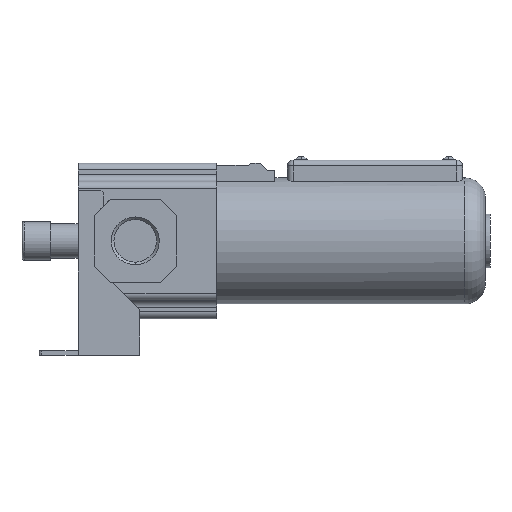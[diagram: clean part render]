
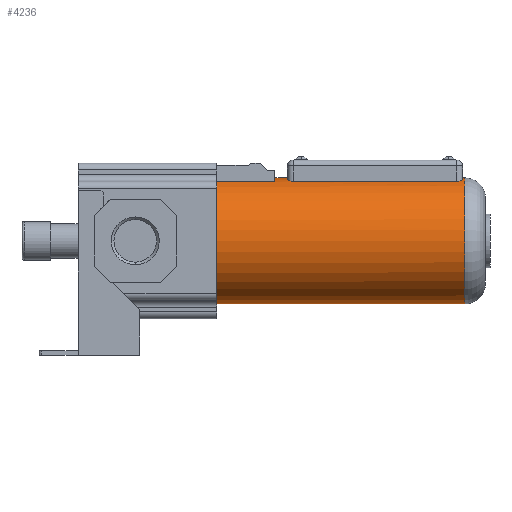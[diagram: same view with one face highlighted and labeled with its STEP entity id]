
A CAD part, left-side view. The second image highlights one B-rep face of the part: STEP entity #4236.
In plain terms, the highlighted cylindrical face has radius 27.55 mm (diameter 55.1 mm), a partial arc.
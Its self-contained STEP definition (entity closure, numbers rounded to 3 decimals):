
#134 = CARTESIAN_POINT ( 'NONE',  ( 0., -61., 27.55 ) ) ;
#140 = VECTOR ( 'NONE', #3385, 1000. ) ;
#161 = VERTEX_POINT ( 'NONE', #4016 ) ;
#247 = CARTESIAN_POINT ( 'NONE',  ( -7.296, -142.875, 26.567 ) ) ;
#259 = LINE ( 'NONE', #4223, #140 ) ;
#294 = EDGE_LOOP ( 'NONE', ( #814, #552, #1343, #1882, #4936, #1261, #4000, #2350, #3579, #1920, #4974, #4917 ) ) ;
#302 = DIRECTION ( 'NONE',  ( 0., 1., 0. ) ) ;
#320 = VERTEX_POINT ( 'NONE', #3727 ) ;
#360 = DIRECTION ( 'NONE',  ( 0., -1., 0. ) ) ;
#364 = DIRECTION ( 'NONE',  ( 0., 1., 0. ) ) ;
#429 = CARTESIAN_POINT ( 'NONE',  ( -6.5, -143., 26.772 ) ) ;
#463 = DIRECTION ( 'NONE',  ( 0., 0., -1. ) ) ;
#532 = CARTESIAN_POINT ( 'NONE',  ( -6.5, -66.5, 26.772 ) ) ;
#552 = ORIENTED_EDGE ( 'NONE', *, *, #1240, .F. ) ;
#554 = CARTESIAN_POINT ( 'NONE',  ( -6.825, -66.516, 26.692 ) ) ;
#581 = CARTESIAN_POINT ( 'NONE',  ( -8.369, -67.332, 26.248 ) ) ;
#599 = LINE ( 'NONE', #3886, #4845 ) ;
#604 = CARTESIAN_POINT ( 'NONE',  ( -8.983, -68.666, 26.044 ) ) ;
#628 = B_SPLINE_CURVE_WITH_KNOTS ( 'NONE', 3,
 ( #3445, #1045, #604, #2953, #4633, #3760, #1813, #4182, #581, #5054, #1424, #1787, #4559, #554, #3811, #532 ),
 .UNSPECIFIED., .F., .F.,
 ( 4, 2, 2, 2, 2, 2, 2, 4 ),
 ( 0., 0., 0.001, 0.001, 0.002, 0.003, 0.003, 0.004 ),
 .UNSPECIFIED. ) ;
#639 = CARTESIAN_POINT ( 'NONE',  ( -7.14, -142.922, 26.609 ) ) ;
#667 = AXIS2_PLACEMENT_3D ( 'NONE', #1335, #4935, #2965 ) ;
#808 = DIRECTION ( 'NONE',  ( 0., 0., 1. ) ) ;
#814 = ORIENTED_EDGE ( 'NONE', *, *, #1257, .F. ) ;
#1045 = CARTESIAN_POINT ( 'NONE',  ( -9., -68.832, 26.038 ) ) ;
#1059 = CARTESIAN_POINT ( 'NONE',  ( -7.739, -142.678, 26.441 ) ) ;
#1091 = CARTESIAN_POINT ( 'NONE',  ( -8.008, -142.5, 26.361 ) ) ;
#1123 = CARTESIAN_POINT ( 'NONE',  ( 0., -35.5, 0. ) ) ;
#1129 = VERTEX_POINT ( 'NONE', #1807 ) ;
#1146 = EDGE_CURVE ( 'NONE', #1129, #4686, #259, .T. ) ;
#1158 = EDGE_CURVE ( 'NONE', #4457, #4052, #599, .T. ) ;
#1240 = EDGE_CURVE ( 'NONE', #320, #4677, #4834, .T. ) ;
#1257 = EDGE_CURVE ( 'NONE', #4677, #4052, #3989, .T. ) ;
#1261 = ORIENTED_EDGE ( 'NONE', *, *, #1146, .T. ) ;
#1313 = VECTOR ( 'NONE', #360, 1000. ) ;
#1335 = CARTESIAN_POINT ( 'NONE',  ( 0., -155., 0. ) ) ;
#1343 = ORIENTED_EDGE ( 'NONE', *, *, #2924, .F. ) ;
#1424 = CARTESIAN_POINT ( 'NONE',  ( -7.746, -66.809, 26.44 ) ) ;
#1512 = CARTESIAN_POINT ( 'NONE',  ( -8.137, -142.397, 26.321 ) ) ;
#1637 = EDGE_CURVE ( 'NONE', #3730, #4948, #3147, .T. ) ;
#1647 = VECTOR ( 'NONE', #5090, 1000. ) ;
#1705 = EDGE_CURVE ( 'NONE', #161, #2058, #4751, .T. ) ;
#1787 = CARTESIAN_POINT ( 'NONE',  ( -7.299, -66.626, 26.566 ) ) ;
#1790 = DIRECTION ( 'NONE',  ( 0., -1., 0. ) ) ;
#1807 = CARTESIAN_POINT ( 'NONE',  ( 0., -144., 27.55 ) ) ;
#1813 = CARTESIAN_POINT ( 'NONE',  ( -8.66, -67.731, 26.154 ) ) ;
#1862 = CARTESIAN_POINT ( 'NONE',  ( 0., -143., 27.55 ) ) ;
#1876 = CARTESIAN_POINT ( 'NONE',  ( -8.931, -141.171, 26.063 ) ) ;
#1882 = ORIENTED_EDGE ( 'NONE', *, *, #1637, .F. ) ;
#1909 = CARTESIAN_POINT ( 'NONE',  ( 0., -144., -27.55 ) ) ;
#1920 = ORIENTED_EDGE ( 'NONE', *, *, #4018, .T. ) ;
#1993 = CARTESIAN_POINT ( 'NONE',  ( 0., -61., 0. ) ) ;
#2058 = VERTEX_POINT ( 'NONE', #4991 ) ;
#2275 = CARTESIAN_POINT ( 'NONE',  ( -8.738, -141.626, 26.128 ) ) ;
#2289 = VERTEX_POINT ( 'NONE', #4012 ) ;
#2317 = EDGE_CURVE ( 'NONE', #1129, #3730, #2843, .T. ) ;
#2332 = CARTESIAN_POINT ( 'NONE',  ( -6.664, -143., 26.732 ) ) ;
#2348 = CIRCLE ( 'NONE', #4190, 27.55 ) ;
#2350 = ORIENTED_EDGE ( 'NONE', *, *, #2613, .T. ) ;
#2421 = AXIS2_PLACEMENT_3D ( 'NONE', #3177, #2444, #463 ) ;
#2444 = DIRECTION ( 'NONE',  ( 0., -1., 0. ) ) ;
#2468 = CYLINDRICAL_SURFACE ( 'NONE', #667, 27.55 ) ;
#2511 = CIRCLE ( 'NONE', #4355, 27.55 ) ;
#2591 = CARTESIAN_POINT ( 'NONE',  ( 0., -35.5, -27.55 ) ) ;
#2613 = EDGE_CURVE ( 'NONE', #3556, #2058, #4724, .T. ) ;
#2664 = CARTESIAN_POINT ( 'NONE',  ( 0., -66.5, 0. ) ) ;
#2669 = CARTESIAN_POINT ( 'NONE',  ( -8.473, -142.044, 26.215 ) ) ;
#2703 = CARTESIAN_POINT ( 'NONE',  ( -6.5, -143., 26.772 ) ) ;
#2843 = CIRCLE ( 'NONE', #2421, 27.55 ) ;
#2903 = AXIS2_PLACEMENT_3D ( 'NONE', #1993, #4409, #3134 ) ;
#2924 = EDGE_CURVE ( 'NONE', #4948, #320, #4528, .T. ) ;
#2953 = CARTESIAN_POINT ( 'NONE',  ( -8.917, -68.341, 26.067 ) ) ;
#2965 = DIRECTION ( 'NONE',  ( 1., 0., 0. ) ) ;
#3073 = DIRECTION ( 'NONE',  ( 0., 1., 0. ) ) ;
#3122 = CARTESIAN_POINT ( 'NONE',  ( -9., -140.5, 26.038 ) ) ;
#3134 = DIRECTION ( 'NONE',  ( 0., 0., 1. ) ) ;
#3147 = LINE ( 'NONE', #1909, #1647 ) ;
#3177 = CARTESIAN_POINT ( 'NONE',  ( 0., -144., 0. ) ) ;
#3278 = DIRECTION ( 'NONE',  ( 0., 0., 1. ) ) ;
#3385 = DIRECTION ( 'NONE',  ( 0., 1., 0. ) ) ;
#3392 = DIRECTION ( 'NONE',  ( 0., 0., -1. ) ) ;
#3445 = CARTESIAN_POINT ( 'NONE',  ( -9., -69., 26.038 ) ) ;
#3451 = CARTESIAN_POINT ( 'NONE',  ( -7.596, -142.753, 26.483 ) ) ;
#3459 = EDGE_CURVE ( 'NONE', #3556, #4686, #2511, .T. ) ;
#3479 = CARTESIAN_POINT ( 'NONE',  ( -9., -140.837, 26.038 ) ) ;
#3556 = VERTEX_POINT ( 'NONE', #429 ) ;
#3579 = ORIENTED_EDGE ( 'NONE', *, *, #1705, .F. ) ;
#3597 = AXIS2_PLACEMENT_3D ( 'NONE', #1123, #364, #808 ) ;
#3632 = EDGE_CURVE ( 'NONE', #4457, #2289, #2348, .T. ) ;
#3727 = CARTESIAN_POINT ( 'NONE',  ( -9.75, -35.5, 25.767 ) ) ;
#3730 = VERTEX_POINT ( 'NONE', #5139 ) ;
#3760 = CARTESIAN_POINT ( 'NONE',  ( -8.739, -67.875, 26.127 ) ) ;
#3811 = CARTESIAN_POINT ( 'NONE',  ( -6.664, -66.5, 26.733 ) ) ;
#3875 = CARTESIAN_POINT ( 'NONE',  ( -8.369, -142.169, 26.248 ) ) ;
#3886 = CARTESIAN_POINT ( 'NONE',  ( 0., -66.5, 27.55 ) ) ;
#3899 = CARTESIAN_POINT ( 'NONE',  ( -8.658, -141.773, 26.154 ) ) ;
#3900 = CARTESIAN_POINT ( 'NONE',  ( 0., -143., 0. ) ) ;
#3960 = CARTESIAN_POINT ( 'NONE',  ( -9., -155., 26.038 ) ) ;
#3989 = CIRCLE ( 'NONE', #2903, 27.55 ) ;
#4000 = ORIENTED_EDGE ( 'NONE', *, *, #3459, .F. ) ;
#4012 = CARTESIAN_POINT ( 'NONE',  ( -6.5, -66.5, 26.772 ) ) ;
#4016 = CARTESIAN_POINT ( 'NONE',  ( -9., -69., 26.038 ) ) ;
#4018 = EDGE_CURVE ( 'NONE', #161, #2289, #628, .T. ) ;
#4052 = VERTEX_POINT ( 'NONE', #134 ) ;
#4159 = VECTOR ( 'NONE', #4783, 1000. ) ;
#4182 = CARTESIAN_POINT ( 'NONE',  ( -8.475, -67.459, 26.214 ) ) ;
#4190 = AXIS2_PLACEMENT_3D ( 'NONE', #2664, #1790, #3392 ) ;
#4223 = CARTESIAN_POINT ( 'NONE',  ( 0., -144., 27.55 ) ) ;
#4236 = ADVANCED_FACE ( 'NONE', ( #4909 ), #2468, .T. ) ;
#4240 = CARTESIAN_POINT ( 'NONE',  ( -6.824, -142.984, 26.692 ) ) ;
#4305 = CARTESIAN_POINT ( 'NONE',  ( -9.75, -61., 25.767 ) ) ;
#4351 = CARTESIAN_POINT ( 'NONE',  ( 0., -66.5, 27.55 ) ) ;
#4355 = AXIS2_PLACEMENT_3D ( 'NONE', #3900, #302, #3278 ) ;
#4409 = DIRECTION ( 'NONE',  ( 0., 1., 0. ) ) ;
#4457 = VERTEX_POINT ( 'NONE', #4351 ) ;
#4528 = CIRCLE ( 'NONE', #3597, 27.55 ) ;
#4559 = CARTESIAN_POINT ( 'NONE',  ( -7.143, -66.579, 26.609 ) ) ;
#4633 = CARTESIAN_POINT ( 'NONE',  ( -8.867, -68.18, 26.084 ) ) ;
#4677 = VERTEX_POINT ( 'NONE', #4305 ) ;
#4686 = VERTEX_POINT ( 'NONE', #1862 ) ;
#4724 = B_SPLINE_CURVE_WITH_KNOTS ( 'NONE', 3,
 ( #2703, #2332, #4240, #639, #247, #3451, #1059, #1091, #1512, #3875, #2669, #3899, #2275, #1876, #3479, #3122 ),
 .UNSPECIFIED., .F., .F.,
 ( 4, 2, 2, 2, 2, 2, 2, 4 ),
 ( 0., 0., 0.001, 0.001, 0.002, 0.002, 0.003, 0.004 ),
 .UNSPECIFIED. ) ;
#4751 = LINE ( 'NONE', #3960, #1313 ) ;
#4758 = CARTESIAN_POINT ( 'NONE',  ( -9.75, -155., 25.767 ) ) ;
#4783 = DIRECTION ( 'NONE',  ( 0., -1., 0. ) ) ;
#4834 = LINE ( 'NONE', #4758, #4159 ) ;
#4845 = VECTOR ( 'NONE', #3073, 1000. ) ;
#4909 = FACE_OUTER_BOUND ( 'NONE', #294, .T. ) ;
#4917 = ORIENTED_EDGE ( 'NONE', *, *, #1158, .T. ) ;
#4935 = DIRECTION ( 'NONE',  ( 0., 1., 0. ) ) ;
#4936 = ORIENTED_EDGE ( 'NONE', *, *, #2317, .F. ) ;
#4948 = VERTEX_POINT ( 'NONE', #2591 ) ;
#4974 = ORIENTED_EDGE ( 'NONE', *, *, #3632, .F. ) ;
#4991 = CARTESIAN_POINT ( 'NONE',  ( -9., -140.5, 26.038 ) ) ;
#5054 = CARTESIAN_POINT ( 'NONE',  ( -8.022, -66.991, 26.357 ) ) ;
#5090 = DIRECTION ( 'NONE',  ( 0., 1., 0. ) ) ;
#5139 = CARTESIAN_POINT ( 'NONE',  ( 0., -144., -27.55 ) ) ;
